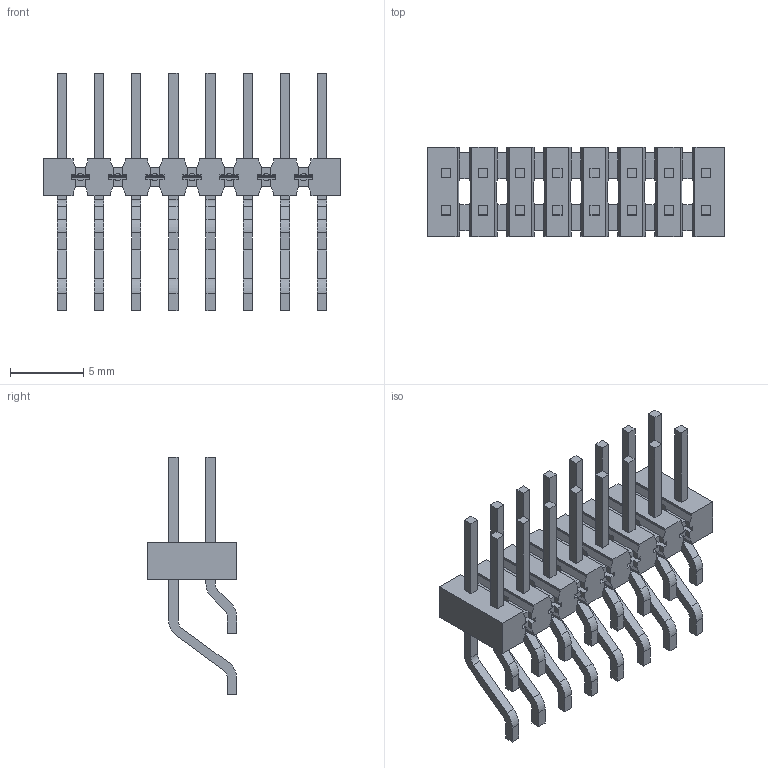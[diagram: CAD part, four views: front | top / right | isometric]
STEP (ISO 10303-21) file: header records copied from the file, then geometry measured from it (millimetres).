
FILE_DESCRIPTION(/* description */ ('STEP AP242','CAx-IF Rec.Pracs.---Representation and Presentation of Product Manufacturing Information (PMI)---4.0---2014-10-13','CAx-IF Rec.Pracs.---3D Tessellated Geometry---0.4---2014-09-14','2;1'),/* implementation_level */ '2;1');
FILE_NAME(/* name */ 'TSM-108-01-F-DH',/* time_stamp */ '2025-11-16T13:14:24+01:00',/* author */ ('License CC BY-ND 4.0'),/* organization */ ('CADENAS'),/* preprocessor_version */ 'ST-DEVELOPER v20',/* originating_system */ 'PARTsolutions',/* authorisation */ ' ');
FILE_SCHEMA (('AP242_MANAGED_MODEL_BASED_3D_ENGINEERING_MIM_LF { 1 0 10303 442 1 1 4 }'));
Length unit declared in the file: inch
Products named in the file (4): TSM-108-01-F-DH; TSM-108-01-DH_body; T-1S6-09-F(-01-8-DH); T-1S6-09-F(-01-8-DH)2
Assembly tree (3 placements, depth 2):
  TSM-108-01-F-DH
    TSM-108-01-DH_body
    T-1S6-09-F(-01-8-DH)
    T-1S6-09-F(-01-8-DH)2
Bounding box: 20.32 x 6.1 x 16.26 mm (x, y, z)
Volume: 330.5 mm3; surface area: 1407.6 mm2
Topology: 3 solids, 3 shells, 804 faces, 2284 edges, 1504 vertices
Faces by surface type: plane 712, cylinder 92
Entity records: 25909 total; most frequent: CARTESIAN_POINT 4596, ORIENTED_EDGE 4568, DIRECTION 4084, EDGE_CURVE 2284, LINE 2100, VECTOR 2100, VERTEX_POINT 1504, AXIS2_PLACEMENT_3D 992
